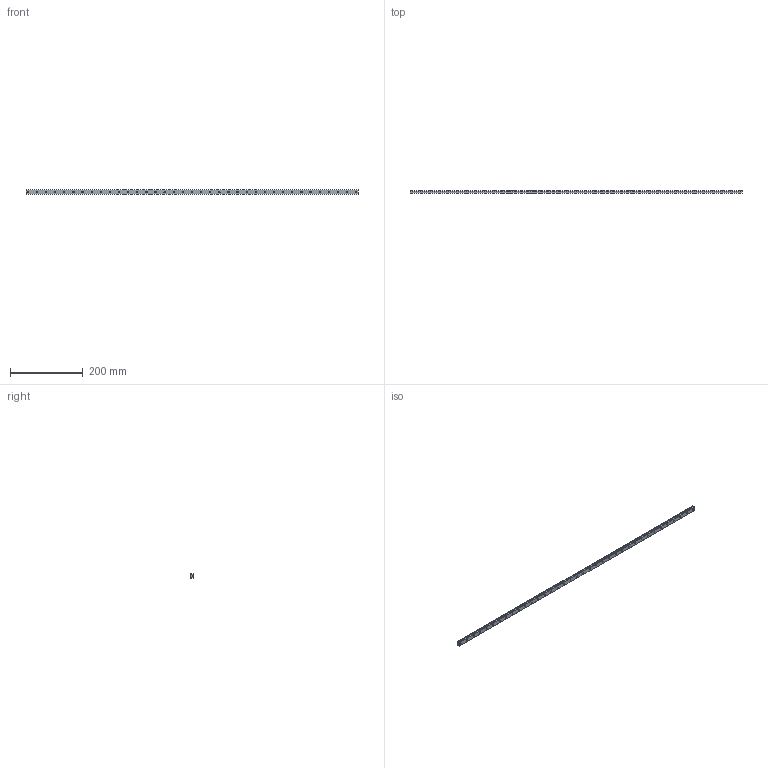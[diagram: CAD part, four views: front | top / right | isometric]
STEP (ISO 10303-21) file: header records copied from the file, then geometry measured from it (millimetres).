
FILE_DESCRIPTION (( 'STEP AP214' ), '1' );
FILE_NAME ('SRS12MSS-910LM_G5_0_0_0_0_0_1.STEP', '2021-08-10T11:50:04', ( '' ), ( '' ), 'SwSTEP 2.0', 'SolidWorks 2021', '' );
FILE_SCHEMA (( 'AUTOMOTIVE_DESIGN' ));
Length unit declared in the file: millimetre
Products named in the file (2): _SRS12M9105 Track; SRS12MSS-910LM_G5_0_0_0_0_0_1
Assembly tree (1 placements, depth 2):
  SRS12MSS-910LM_G5_0_0_0_0_0_1
    _SRS12M9105 Track
Bounding box: 910 x 7.5 x 12 mm (x, y, z)
Volume: 73762.5 mm3; surface area: 39382.2 mm2
Topology: 1 solids, 1 shells, 204 faces, 495 edges, 330 vertices
Faces by surface type: cylinder 155, plane 49
Entity records: 6363 total; most frequent: DIRECTION 1221, CARTESIAN_POINT 1033, ORIENTED_EDGE 990, AXIS2_PLACEMENT_3D 518, EDGE_CURVE 495, VERTEX_POINT 330, EDGE_LOOP 315, CIRCLE 310
